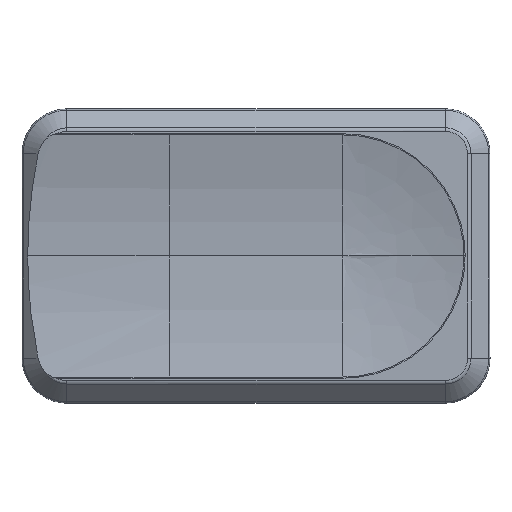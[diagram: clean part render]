
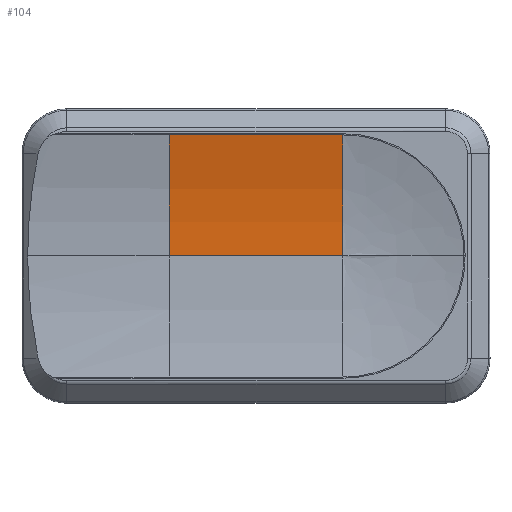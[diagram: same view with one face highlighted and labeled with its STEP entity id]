
A CAD part, top view. The second image highlights one B-rep face of the part: STEP entity #104.
In plain terms, the highlighted free-form (B-spline) face has degree [1, 2] with [2, 3] control points.
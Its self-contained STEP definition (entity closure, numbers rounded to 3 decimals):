
#104=ADVANCED_FACE('',(#198),#1350,.T.);
#198=FACE_OUTER_BOUND('',#293,.T.);
#293=EDGE_LOOP('',(#638,#639,#640,#641));
#638=ORIENTED_EDGE('',*,*,#908,.T.);
#639=ORIENTED_EDGE('',*,*,#897,.T.);
#640=ORIENTED_EDGE('',*,*,#909,.T.);
#641=ORIENTED_EDGE('',*,*,#900,.F.);
#897=EDGE_CURVE('',#1270,#1268,#1020,.T.);
#900=EDGE_CURVE('',#1274,#1273,#1023,.T.);
#908=EDGE_CURVE('',#1274,#1270,#1141,.T.);
#909=EDGE_CURVE('',#1268,#1273,#1142,.T.);
#1020=(
BOUNDED_CURVE()
B_SPLINE_CURVE(2,(#2493,#2494,#2495),.UNSPECIFIED.,.F.,.F.)
B_SPLINE_CURVE_WITH_KNOTS((3,3),(0.092,7.517),
 .UNSPECIFIED.)
CURVE()
GEOMETRIC_REPRESENTATION_ITEM()
RATIONAL_B_SPLINE_CURVE((1.,1.,1.))
REPRESENTATION_ITEM('')
);
#1023=(
BOUNDED_CURVE()
B_SPLINE_CURVE(2,(#2502,#2503,#2504),.UNSPECIFIED.,.F.,.F.)
B_SPLINE_CURVE_WITH_KNOTS((3,3),(0.092,7.517),
 .UNSPECIFIED.)
CURVE()
GEOMETRIC_REPRESENTATION_ITEM()
RATIONAL_B_SPLINE_CURVE((1.,1.,1.))
REPRESENTATION_ITEM('')
);
#1141=B_SPLINE_CURVE_WITH_KNOTS('',1,(#2526,#2527),.UNSPECIFIED.,.F.,.F.,
(2,2),(-1.,0.),.UNSPECIFIED.);
#1142=B_SPLINE_CURVE_WITH_KNOTS('',1,(#2528,#2529),.UNSPECIFIED.,.F.,.F.,
(2,2),(-1.,0.),.UNSPECIFIED.);
#1268=VERTEX_POINT('',#2005);
#1270=VERTEX_POINT('',#2007);
#1273=VERTEX_POINT('',#2010);
#1274=VERTEX_POINT('',#2011);
#1350=(
BOUNDED_SURFACE()
B_SPLINE_SURFACE(1,2,((#1829,#1830,#1831),(#1832,#1833,#1834)),
 .UNSPECIFIED.,.F.,.F.,.F.)
B_SPLINE_SURFACE_WITH_KNOTS((2,2),(3,3),(0.,1.),(0.092,7.517),
 .UNSPECIFIED.)
GEOMETRIC_REPRESENTATION_ITEM()
RATIONAL_B_SPLINE_SURFACE(((1.,1.,1.),(1.,1.,1.)))
REPRESENTATION_ITEM('')
SURFACE()
);
#1829=CARTESIAN_POINT('',(-33.874,-43.258,9.297));
#1830=CARTESIAN_POINT('',(-33.874,-46.654,8.479));
#1831=CARTESIAN_POINT('',(-33.874,-50.049,8.479));
#1832=CARTESIAN_POINT('',(-43.624,-43.258,9.297));
#1833=CARTESIAN_POINT('',(-43.624,-46.654,8.479));
#1834=CARTESIAN_POINT('',(-43.624,-50.049,8.479));
#2005=CARTESIAN_POINT('',(-43.624,-50.049,8.479));
#2007=CARTESIAN_POINT('',(-43.624,-43.258,9.297));
#2010=CARTESIAN_POINT('',(-33.874,-50.049,8.479));
#2011=CARTESIAN_POINT('',(-33.874,-43.258,9.297));
#2493=CARTESIAN_POINT('',(-43.624,-43.258,9.297));
#2494=CARTESIAN_POINT('',(-43.624,-46.654,8.479));
#2495=CARTESIAN_POINT('',(-43.624,-50.049,8.479));
#2502=CARTESIAN_POINT('',(-33.874,-43.258,9.297));
#2503=CARTESIAN_POINT('',(-33.874,-46.654,8.479));
#2504=CARTESIAN_POINT('',(-33.874,-50.049,8.479));
#2526=CARTESIAN_POINT('',(-33.874,-43.258,9.297));
#2527=CARTESIAN_POINT('',(-43.624,-43.258,9.297));
#2528=CARTESIAN_POINT('',(-43.624,-50.049,8.479));
#2529=CARTESIAN_POINT('',(-33.874,-50.049,8.479));
